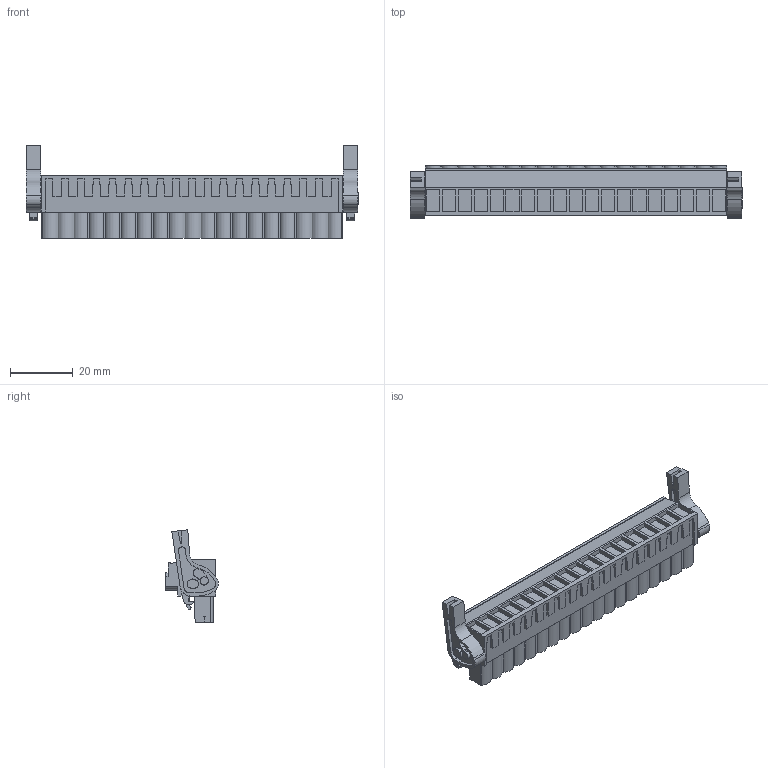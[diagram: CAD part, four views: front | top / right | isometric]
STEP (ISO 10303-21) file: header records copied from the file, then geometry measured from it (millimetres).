
FILE_DESCRIPTION(('CATIA V5 STEP','CAx-IF Rec.Pracs.--- Model Styling and Organization---1.2---2011-12-15'),'2;1');
FILE_NAME ('D1459990_0_1945000000_1945000000.stp','2017-05-22T13:35:09+00:00',('none'),('Weidmueller'),'CATIA Version 5-6 Release 2014','CATIA V5 STEP AP214','none');
FILE_SCHEMA(('AUTOMOTIVE_DESIGN { 1 0 10303 214 1 1 1 1 }'));
Length unit declared in the file: millimetre
Products named in the file (1): 1945000000
Bounding box: 106.22 x 16.91 x 29.52 mm (x, y, z)
Volume: 19098.9 mm3; surface area: 12945.5 mm2
Topology: 22 solids, 22 shells, 1394 faces, 3927 edges, 2664 vertices
Faces by surface type: plane 1149, cylinder 205, extrusion 40
Entity records: 41528 total; most frequent: CARTESIAN_POINT 8124, ORIENTED_EDGE 7854, DIRECTION 5237, EDGE_CURVE 3927, VECTOR 3387, LINE 3347, VERTEX_POINT 2664, EDGE_LOOP 1489
